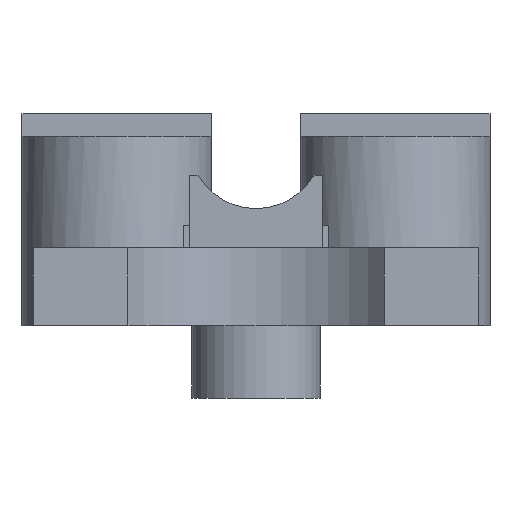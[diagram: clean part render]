
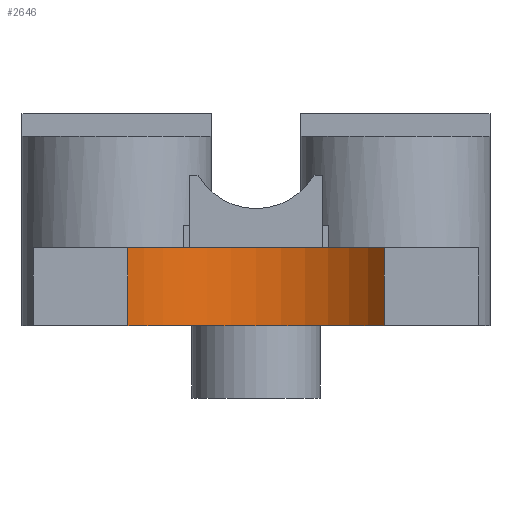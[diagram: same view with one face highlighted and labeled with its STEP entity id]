
A CAD part, front view. The second image highlights one B-rep face of the part: STEP entity #2646.
In plain terms, the highlighted cylindrical face has radius 14 mm (diameter 28 mm), a partial arc.
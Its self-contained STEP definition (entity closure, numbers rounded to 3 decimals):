
#60 = CARTESIAN_POINT ( 'NONE',  ( 0., -50., -10. ) ) ;
#95 = EDGE_LOOP ( 'NONE', ( #2350, #2440, #2720, #451 ) ) ;
#98 = DIRECTION ( 'NONE',  ( 1., 0., 0. ) ) ;
#144 = CIRCLE ( 'NONE', #1306, 14. ) ;
#181 = LINE ( 'NONE', #2014, #2370 ) ;
#403 = VERTEX_POINT ( 'NONE', #2351 ) ;
#451 = ORIENTED_EDGE ( 'NONE', *, *, #2200, .F. ) ;
#499 = CARTESIAN_POINT ( 'NONE',  ( -11.489, -42., -10. ) ) ;
#695 = CARTESIAN_POINT ( 'NONE',  ( 11.489, -42., -7. ) ) ;
#838 = EDGE_CURVE ( 'NONE', #403, #2044, #2823, .T. ) ;
#867 = DIRECTION ( 'NONE',  ( 0., 0., 1. ) ) ;
#972 = DIRECTION ( 'NONE',  ( 0., 0., 1. ) ) ;
#987 = FACE_OUTER_BOUND ( 'NONE', #95, .T. ) ;
#1019 = DIRECTION ( 'NONE',  ( 1., 0., 0. ) ) ;
#1061 = VERTEX_POINT ( 'NONE', #695 ) ;
#1160 = DIRECTION ( 'NONE',  ( 0., 0., 1. ) ) ;
#1231 = DIRECTION ( 'NONE',  ( 0., 0., 1. ) ) ;
#1306 = AXIS2_PLACEMENT_3D ( 'NONE', #2285, #1160, #2487 ) ;
#1500 = VECTOR ( 'NONE', #1994, 1000. ) ;
#1507 = CARTESIAN_POINT ( 'NONE',  ( -11.489, -42., -7. ) ) ;
#1702 = EDGE_CURVE ( 'NONE', #1061, #403, #181, .T. ) ;
#1707 = CARTESIAN_POINT ( 'NONE',  ( 0., -50., 0. ) ) ;
#1769 = CARTESIAN_POINT ( 'NONE',  ( -11.489, -42., 0. ) ) ;
#1779 = VERTEX_POINT ( 'NONE', #1507 ) ;
#1994 = DIRECTION ( 'NONE',  ( 0., 0., -1. ) ) ;
#2014 = CARTESIAN_POINT ( 'NONE',  ( 11.489, -42., -10. ) ) ;
#2044 = VERTEX_POINT ( 'NONE', #1769 ) ;
#2200 = EDGE_CURVE ( 'NONE', #1061, #1779, #144, .T. ) ;
#2272 = AXIS2_PLACEMENT_3D ( 'NONE', #60, #972, #1019 ) ;
#2285 = CARTESIAN_POINT ( 'NONE',  ( 0., -50., -7. ) ) ;
#2350 = ORIENTED_EDGE ( 'NONE', *, *, #1702, .T. ) ;
#2351 = CARTESIAN_POINT ( 'NONE',  ( 11.489, -42., 0. ) ) ;
#2370 = VECTOR ( 'NONE', #867, 1000. ) ;
#2440 = ORIENTED_EDGE ( 'NONE', *, *, #838, .T. ) ;
#2487 = DIRECTION ( 'NONE',  ( 1., 0., 0. ) ) ;
#2544 = LINE ( 'NONE', #499, #1500 ) ;
#2600 = EDGE_CURVE ( 'NONE', #2044, #1779, #2544, .T. ) ;
#2602 = CYLINDRICAL_SURFACE ( 'NONE', #2272, 14. ) ;
#2646 = ADVANCED_FACE ( 'NONE', ( #987 ), #2602, .F. ) ;
#2687 = AXIS2_PLACEMENT_3D ( 'NONE', #1707, #1231, #98 ) ;
#2720 = ORIENTED_EDGE ( 'NONE', *, *, #2600, .T. ) ;
#2823 = CIRCLE ( 'NONE', #2687, 14. ) ;
